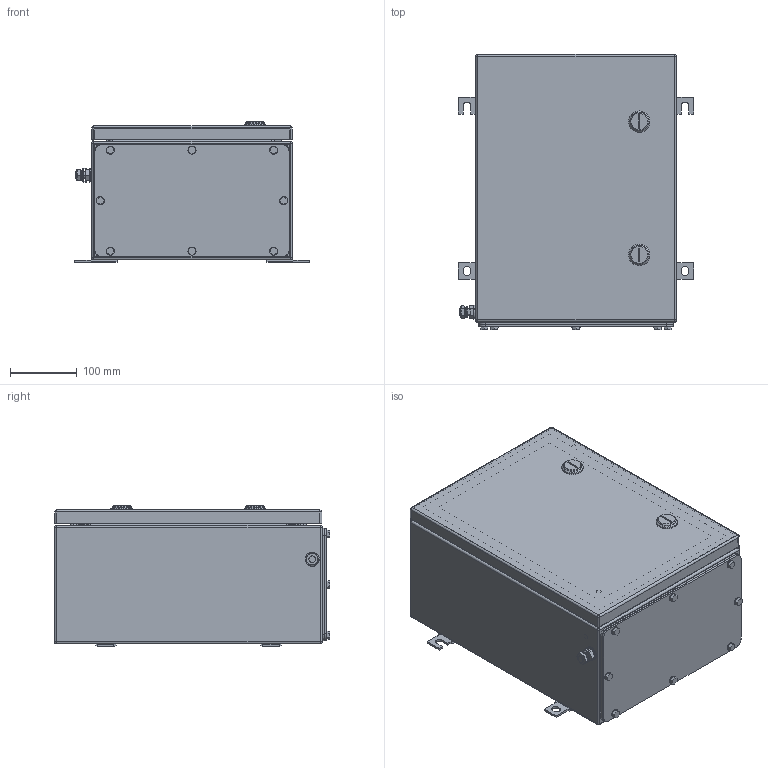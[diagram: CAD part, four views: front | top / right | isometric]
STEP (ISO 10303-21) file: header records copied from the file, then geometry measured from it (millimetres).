
FILE_DESCRIPTION(('CATIA V5 STEP Exchange','CAx-IF Rec.Pracs.--- Model Styling and Organization---1.4--- 2014-01-23'),'2;1');
FILE_NAME ('008801-6_3_1200280000_1200280000.stp','2019-09-23T07:38:21+00:00',('none'),('Weidmueller'),'CATIA Version 5-6 Release 2016 SP3 HF44','CATIA V5 STEP AP214','none');
FILE_SCHEMA(('AUTOMOTIVE_DESIGN { 1 0 10303 214 1 1 1 1 }'));
Length unit declared in the file: millimetre
Products named in the file (1): 1200280000
Bounding box: 351 x 411 x 209.8 mm (x, y, z)
Volume: 1160152.7 mm3; surface area: 1328702.4 mm2
Topology: 64 solids, 66 shells, 1325 faces, 3076 edges, 1920 vertices
Faces by surface type: plane 617, cylinder 522, cone 132, sphere 24, torus 22, bspline 8
Entity records: 36213 total; most frequent: CARTESIAN_POINT 7759, ORIENTED_EDGE 6048, DIRECTION 4831, EDGE_CURVE 3024, AXIS2_PLACEMENT_3D 2063, VERTEX_POINT 1920, VECTOR 1744, LINE 1744
